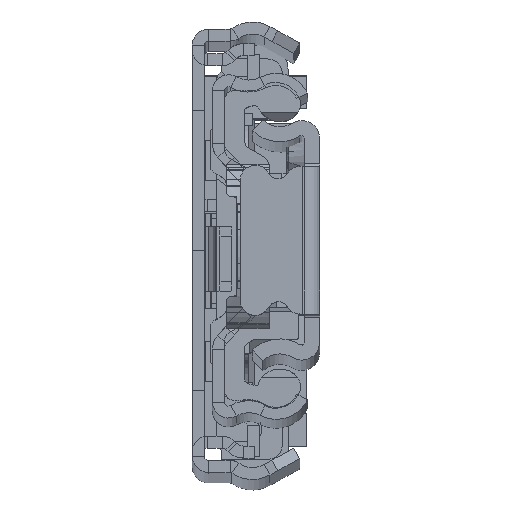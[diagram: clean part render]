
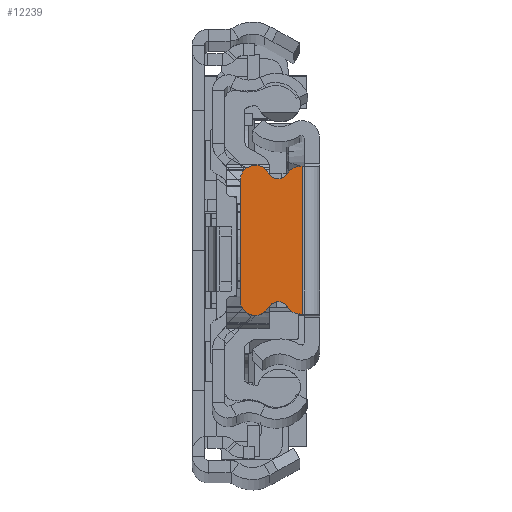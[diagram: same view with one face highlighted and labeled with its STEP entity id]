
A CAD part, top view. The second image highlights one B-rep face of the part: STEP entity #12239.
In plain terms, the highlighted planar face has unit normal (0, 0, 1).
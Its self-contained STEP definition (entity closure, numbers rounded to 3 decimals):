
#228 = DIRECTION ( 'NONE',  ( 1., 0., 0. ) ) ;
#1486 = ORIENTED_EDGE ( 'NONE', *, *, #10204, .T. ) ;
#1521 = ORIENTED_EDGE ( 'NONE', *, *, #32719, .T. ) ;
#1755 = CARTESIAN_POINT ( 'NONE',  ( -4.142, 7.236, 0. ) ) ;
#1933 = VERTEX_POINT ( 'NONE', #34222 ) ;
#2418 = VERTEX_POINT ( 'NONE', #21129 ) ;
#2596 = AXIS2_PLACEMENT_3D ( 'NONE', #24942, #19251, #22288 ) ;
#2620 = AXIS2_PLACEMENT_3D ( 'NONE', #13878, #8734, #17251 ) ;
#2842 = DIRECTION ( 'NONE',  ( 0., 0., 1. ) ) ;
#3359 = EDGE_CURVE ( 'NONE', #3610, #6221, #18871, .T. ) ;
#3610 = VERTEX_POINT ( 'NONE', #18454 ) ;
#3703 = DIRECTION ( 'NONE',  ( 1., 0., 0. ) ) ;
#5433 = ORIENTED_EDGE ( 'NONE', *, *, #27075, .T. ) ;
#5976 = AXIS2_PLACEMENT_3D ( 'NONE', #1755, #12776, #33809 ) ;
#6152 = LINE ( 'NONE', #22200, #10793 ) ;
#6221 = VERTEX_POINT ( 'NONE', #27325 ) ;
#6452 = EDGE_CURVE ( 'NONE', #1933, #23070, #7494, .T. ) ;
#6551 = DIRECTION ( 'NONE',  ( 0., 0., 1. ) ) ;
#7175 = CARTESIAN_POINT ( 'NONE',  ( -3.206, -6.658, 0. ) ) ;
#7340 = DIRECTION ( 'NONE',  ( -1., 0., 0. ) ) ;
#7494 = CIRCLE ( 'NONE', #16583, 1.1 ) ;
#8599 = ORIENTED_EDGE ( 'NONE', *, *, #9472, .T. ) ;
#8702 = EDGE_CURVE ( 'NONE', #31778, #1933, #12759, .T. ) ;
#8734 = DIRECTION ( 'NONE',  ( 0., 0., 1. ) ) ;
#8864 = CIRCLE ( 'NONE', #2620, 1.5 ) ;
#9472 = EDGE_CURVE ( 'NONE', #24615, #16678, #33267, .T. ) ;
#9700 = CARTESIAN_POINT ( 'NONE',  ( -5.109, 6.713, 0. ) ) ;
#10204 = EDGE_CURVE ( 'NONE', #23070, #20742, #27028, .T. ) ;
#10793 = VECTOR ( 'NONE', #17165, 1000. ) ;
#11233 = PLANE ( 'NONE',  #14061 ) ;
#11888 = ORIENTED_EDGE ( 'NONE', *, *, #8702, .T. ) ;
#12239 = ADVANCED_FACE ( 'NONE', ( #32790 ), #11233, .T. ) ;
#12759 = CIRCLE ( 'NONE', #21272, 1.5 ) ;
#12776 = DIRECTION ( 'NONE',  ( 0., 0., -1. ) ) ;
#13477 = ORIENTED_EDGE ( 'NONE', *, *, #3359, .F. ) ;
#13499 = CARTESIAN_POINT ( 'NONE',  ( -1.929, -5.87, 0. ) ) ;
#13711 = DIRECTION ( 'NONE',  ( 0., 0., 1. ) ) ;
#13878 = CARTESIAN_POINT ( 'NONE',  ( -6.429, 6., 0. ) ) ;
#13895 = CARTESIAN_POINT ( 'NONE',  ( -7.929, -6., 0. ) ) ;
#14061 = AXIS2_PLACEMENT_3D ( 'NONE', #18883, #13711, #228 ) ;
#14997 = DIRECTION ( 'NONE',  ( 0., 0., -1. ) ) ;
#15644 = AXIS2_PLACEMENT_3D ( 'NONE', #13499, #2842, #24038 ) ;
#16583 = AXIS2_PLACEMENT_3D ( 'NONE', #33901, #14997, #7340 ) ;
#16678 = VERTEX_POINT ( 'NONE', #9700 ) ;
#17165 = DIRECTION ( 'NONE',  ( -1., 0., 0. ) ) ;
#17251 = DIRECTION ( 'NONE',  ( -1., 0., 0. ) ) ;
#18454 = CARTESIAN_POINT ( 'NONE',  ( -1.929, 7.37, 0. ) ) ;
#18871 = LINE ( 'NONE', #21551, #30681 ) ;
#18883 = CARTESIAN_POINT ( 'NONE',  ( 592.771, 0., 0. ) ) ;
#19251 = DIRECTION ( 'NONE',  ( 0., 0., 1. ) ) ;
#20515 = VECTOR ( 'NONE', #29953, 1000. ) ;
#20742 = VERTEX_POINT ( 'NONE', #30581 ) ;
#20870 = ORIENTED_EDGE ( 'NONE', *, *, #23150, .T. ) ;
#20893 = CARTESIAN_POINT ( 'NONE',  ( -3.206, 6.658, 0. ) ) ;
#21129 = CARTESIAN_POINT ( 'NONE',  ( -1.75, -7.37, 0. ) ) ;
#21272 = AXIS2_PLACEMENT_3D ( 'NONE', #33450, #6551, #3703 ) ;
#21551 = CARTESIAN_POINT ( 'NONE',  ( -1.929, 7.37, 0. ) ) ;
#21961 = ORIENTED_EDGE ( 'NONE', *, *, #27973, .F. ) ;
#22200 = CARTESIAN_POINT ( 'NONE',  ( -1.929, -7.37, 0. ) ) ;
#22288 = DIRECTION ( 'NONE',  ( -1., 0., 0. ) ) ;
#22441 = ORIENTED_EDGE ( 'NONE', *, *, #27723, .F. ) ;
#22552 = ORIENTED_EDGE ( 'NONE', *, *, #6452, .T. ) ;
#23068 = CIRCLE ( 'NONE', #2596, 1.5 ) ;
#23070 = VERTEX_POINT ( 'NONE', #7175 ) ;
#23150 = EDGE_CURVE ( 'NONE', #16678, #34107, #8864, .T. ) ;
#23331 = LINE ( 'NONE', #34185, #31311 ) ;
#24038 = DIRECTION ( 'NONE',  ( 1., 0., 0. ) ) ;
#24615 = VERTEX_POINT ( 'NONE', #20893 ) ;
#24942 = CARTESIAN_POINT ( 'NONE',  ( -1.929, 5.87, 0. ) ) ;
#25286 = CARTESIAN_POINT ( 'NONE',  ( -1.75, 0., 0. ) ) ;
#27028 = CIRCLE ( 'NONE', #15644, 1.5 ) ;
#27075 = EDGE_CURVE ( 'NONE', #34107, #31778, #23331, .T. ) ;
#27325 = CARTESIAN_POINT ( 'NONE',  ( -1.75, 7.37, 0. ) ) ;
#27620 = LINE ( 'NONE', #25286, #20515 ) ;
#27685 = EDGE_LOOP ( 'NONE', ( #22441, #13477, #1521, #8599, #20870, #5433, #11888, #22552, #1486, #21961 ) ) ;
#27723 = EDGE_CURVE ( 'NONE', #6221, #2418, #27620, .T. ) ;
#27973 = EDGE_CURVE ( 'NONE', #2418, #20742, #6152, .T. ) ;
#28931 = CARTESIAN_POINT ( 'NONE',  ( -7.929, 6., 0. ) ) ;
#29421 = DIRECTION ( 'NONE',  ( 1., 0., 0. ) ) ;
#29953 = DIRECTION ( 'NONE',  ( 0., -1., 0. ) ) ;
#30581 = CARTESIAN_POINT ( 'NONE',  ( -1.929, -7.37, 0. ) ) ;
#30681 = VECTOR ( 'NONE', #29421, 1000. ) ;
#31311 = VECTOR ( 'NONE', #31524, 1000. ) ;
#31524 = DIRECTION ( 'NONE',  ( 0., -1., 0. ) ) ;
#31778 = VERTEX_POINT ( 'NONE', #13895 ) ;
#32719 = EDGE_CURVE ( 'NONE', #3610, #24615, #23068, .T. ) ;
#32790 = FACE_OUTER_BOUND ( 'NONE', #27685, .T. ) ;
#33267 = CIRCLE ( 'NONE', #5976, 1.1 ) ;
#33450 = CARTESIAN_POINT ( 'NONE',  ( -6.429, -6., 0. ) ) ;
#33809 = DIRECTION ( 'NONE',  ( 1., 0., 0. ) ) ;
#33901 = CARTESIAN_POINT ( 'NONE',  ( -4.142, -7.236, 0. ) ) ;
#34107 = VERTEX_POINT ( 'NONE', #28931 ) ;
#34185 = CARTESIAN_POINT ( 'NONE',  ( -7.929, -6., 0. ) ) ;
#34222 = CARTESIAN_POINT ( 'NONE',  ( -5.109, -6.713, 0. ) ) ;
